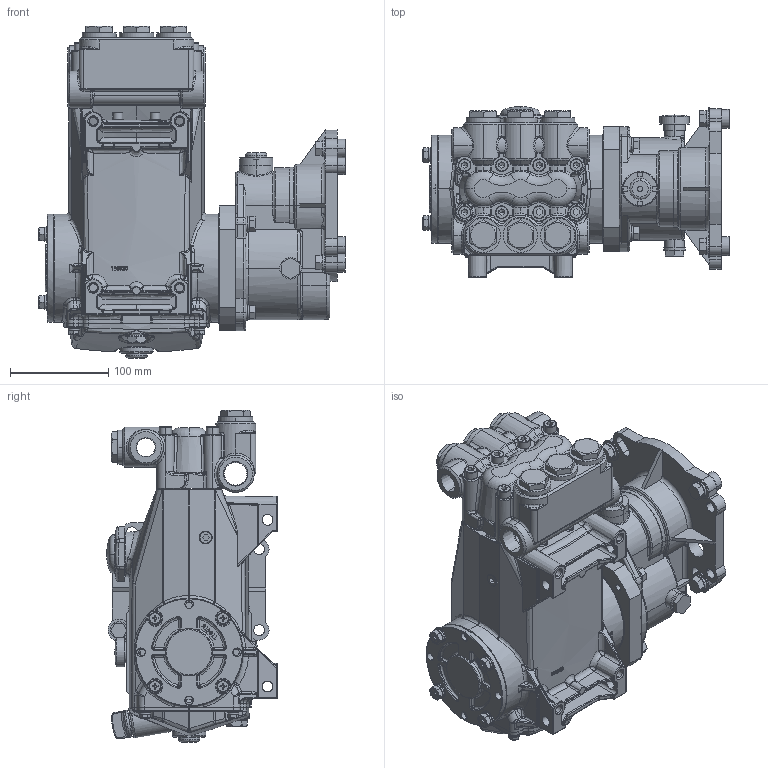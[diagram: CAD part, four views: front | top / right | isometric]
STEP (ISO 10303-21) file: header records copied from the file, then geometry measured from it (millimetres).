
FILE_DESCRIPTION (( 'STEP AP203' ), '1' );
FILE_NAME ('7CP6111CSG1.STEP', '2023-08-24T12:49:12', ( '' ), ( '' ), 'SwSTEP 2.0', 'SolidWorks 2023', '' );
FILE_SCHEMA (( 'CONFIG_CONTROL_DESIGN' ));
Products named in the file (1): 7CP6111CSG1
Bounding box: 312.38 x 173.98 x 338.5 mm (x, y, z)
Surface area: 431668 mm2 (no closed solid volume)
Topology: 0 solids, 59 shells, 2609 faces, 7918 edges, 5118 vertices
Faces by surface type: plane 781, bspline 669, cylinder 634, cone 226, torus 216, sphere 83
Entity records: 123252 total; most frequent: CARTESIAN_POINT 59957, ORIENTED_EDGE 13491, DIRECTION 11799, EDGE_CURVE 7835, VERTEX_POINT 5116, AXIS2_PLACEMENT_3D 4634, EDGE_LOOP 2859, CIRCLE 2693
